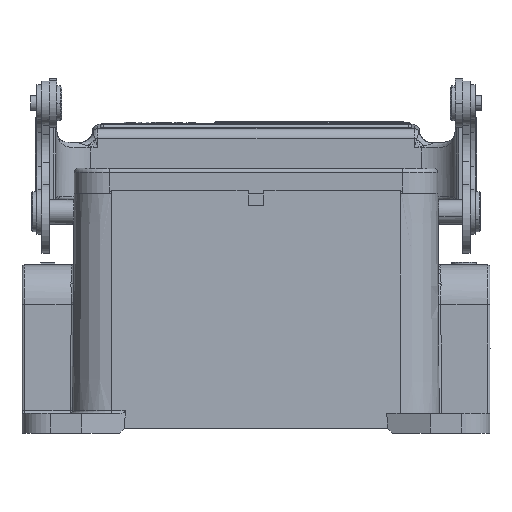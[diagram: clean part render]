
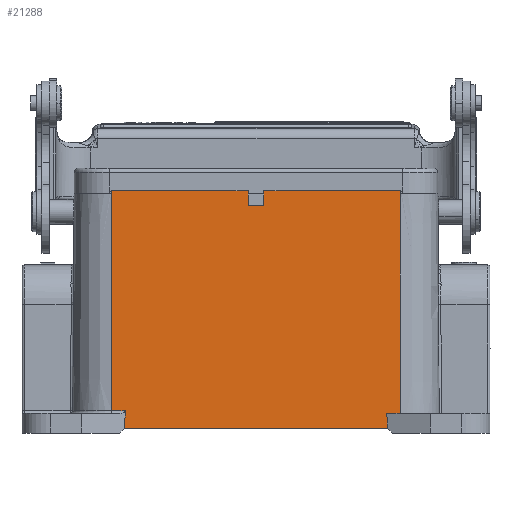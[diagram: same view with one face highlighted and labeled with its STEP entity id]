
A CAD part, front view. The second image highlights one B-rep face of the part: STEP entity #21288.
In plain terms, the highlighted planar face has unit normal (0, -1, 0.009).
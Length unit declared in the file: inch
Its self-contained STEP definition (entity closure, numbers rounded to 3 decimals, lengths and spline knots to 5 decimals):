
#1231=DIRECTION('',(0.,-0.009,-1.));
#1232=VECTOR('',#1231,1.75991);
#1233=CARTESIAN_POINT('',(1.14173,-0.84646,
0.91929));
#1234=LINE('',#1233,#1232);
#1518=DIRECTION('',(0.019,-0.009,-1.));
#1519=VECTOR('',#1518,0.11814);
#1520=CARTESIAN_POINT('',(1.0353,-0.86181,
-0.84055));
#1521=LINE('',#1520,#1519);
#2104=DIRECTION('',(-1.,0.,0.));
#2105=VECTOR('',#2104,0.12598);
#2106=CARTESIAN_POINT('',(0.06299,-0.84749,
0.80118));
#2107=LINE('',#2106,#2105);
#2108=DIRECTION('',(1.,0.,0.));
#2109=VECTOR('',#2108,0.10643);
#2110=CARTESIAN_POINT('',(1.0353,-0.86181,
-0.84055));
#2111=LINE('',#2110,#2109);
#2112=CARTESIAN_POINT('',(-1.03749,-0.86288,
-0.95866));
#2113=CARTESIAN_POINT('',(-0.80694,-0.86288,
-0.95866));
#2114=CARTESIAN_POINT('',(-0.34583,-0.86283,
-0.95866));
#2115=CARTESIAN_POINT('',(0.34583,-0.86283,
-0.95866));
#2116=CARTESIAN_POINT('',(0.80694,-0.86288,
-0.95866));
#2117=CARTESIAN_POINT('',(1.03749,-0.86288,
-0.95866));
#2119=CARTESIAN_POINT('',(-1.14173,-0.84646,
0.91929));
#2161=DIRECTION('',(-1.,0.,0.));
#2162=VECTOR('',#2161,1.07874);
#2163=CARTESIAN_POINT('',(1.14173,-0.84646,
0.91929));
#2164=LINE('',#2163,#2162);
#2173=DIRECTION('',(1.,0.,0.));
#2174=VECTOR('',#2173,1.07874);
#2175=CARTESIAN_POINT('',(-1.14173,-0.84646,
0.91929));
#2176=LINE('',#2175,#2174);
#2177=DIRECTION('',(0.,0.009,1.));
#2178=VECTOR('',#2177,1.7404);
#2179=CARTESIAN_POINT('',(-1.14173,-0.86164,
-0.82104));
#2180=LINE('',#2179,#2178);
#2292=DIRECTION('',(-1.,0.,0.));
#2293=VECTOR('',#2292,0.10679);
#2294=CARTESIAN_POINT('',(-1.03494,-0.86164,
-0.82104));
#2295=LINE('',#2294,#2293);
#2300=DIRECTION('',(0.019,0.009,1.));
#2301=VECTOR('',#2300,0.13765);
#2302=CARTESIAN_POINT('',(-1.03749,-0.86288,
-0.95866));
#2303=LINE('',#2302,#2301);
#14573=DIRECTION('',(0.,-0.009,-1.));
#14574=VECTOR('',#14573,0.11811);
#14575=CARTESIAN_POINT('',(-0.06299,-0.84646,
0.91929));
#14576=LINE('',#14575,#14574);
#14593=DIRECTION('',(0.,0.009,1.));
#14594=VECTOR('',#14593,0.11811);
#14595=CARTESIAN_POINT('',(0.06299,-0.84749,
0.80118));
#14596=LINE('',#14595,#14594);
#16084=CARTESIAN_POINT('',(-1.14173,-0.86164,
-0.82104));
#16085=VERTEX_POINT('',#16084);
#16766=CARTESIAN_POINT('',(-0.06299,-0.84749,
0.80118));
#16768=VERTEX_POINT('',#16766);
#16772=CARTESIAN_POINT('',(0.06299,-0.84749,
0.80118));
#16774=VERTEX_POINT('',#16772);
#16842=CARTESIAN_POINT('',(1.0353,-0.86181,
-0.84055));
#16843=VERTEX_POINT('',#16842);
#16844=CARTESIAN_POINT('',(1.03749,-0.86288,
-0.95866));
#16845=VERTEX_POINT('',#16844);
#16851=VERTEX_POINT('',#2112);
#16854=CARTESIAN_POINT('',(-1.03494,-0.86164,
-0.82104));
#16855=VERTEX_POINT('',#16854);
#16876=CARTESIAN_POINT('',(1.14173,-0.86181,
-0.84055));
#16877=VERTEX_POINT('',#16876);
#17079=VERTEX_POINT('',#2119);
#17082=CARTESIAN_POINT('',(-0.06299,-0.84646,
0.91929));
#17084=VERTEX_POINT('',#17082);
#17086=CARTESIAN_POINT('',(0.06299,-0.84646,
0.91929));
#17088=VERTEX_POINT('',#17086);
#17089=CARTESIAN_POINT('',(1.14173,-0.84646,
0.91929));
#17090=VERTEX_POINT('',#17089);
#21261=CARTESIAN_POINT('',(-1.22727,-0.84646,
0.91929));
#21262=DIRECTION('',(0.,-1.,0.009));
#21263=DIRECTION('',(-1.,0.,0.));
#21264=AXIS2_PLACEMENT_3D('',#21261,#21262,#21263);
#21265=PLANE('',#21264);
#21267=ORIENTED_EDGE('',*,*,#21266,.T.);
#21269=ORIENTED_EDGE('',*,*,#21268,.T.);
#21271=ORIENTED_EDGE('',*,*,#21270,.F.);
#21273=ORIENTED_EDGE('',*,*,#21272,.T.);
#21275=ORIENTED_EDGE('',*,*,#21274,.F.);
#21276=ORIENTED_EDGE('',*,*,#20322,.T.);
#21277=ORIENTED_EDGE('',*,*,#20624,.F.);
#21278=ORIENTED_EDGE('',*,*,#20586,.T.);
#21279=ORIENTED_EDGE('',*,*,#20571,.F.);
#21281=ORIENTED_EDGE('',*,*,#21280,.T.);
#21283=ORIENTED_EDGE('',*,*,#21282,.T.);
#21285=ORIENTED_EDGE('',*,*,#21284,.T.);
#21286=EDGE_LOOP('',(#21267,#21269,#21271,#21273,#21275,#21276,#21277,#21278,
#21279,#21281,#21283,#21285));
#21287=FACE_OUTER_BOUND('',#21286,.F.);
#21288=ADVANCED_FACE('',(#21287),#21265,.T.);
#2118=B_SPLINE_CURVE_WITH_KNOTS('',3,(#2112,#2113,#2114,#2115,#2116,#2117),
.UNSPECIFIED.,.F.,.F.,(4,1,1,4),(0.,0.33333,0.66667,1.),
.UNSPECIFIED.);
#20322=EDGE_CURVE('',#17090,#16877,#1234,.T.);
#20571=EDGE_CURVE('',#16851,#16845,#2118,.T.);
#20586=EDGE_CURVE('',#16843,#16845,#1521,.T.);
#20624=EDGE_CURVE('',#16843,#16877,#2111,.T.);
#21266=EDGE_CURVE('',#17079,#17084,#2176,.T.);
#21268=EDGE_CURVE('',#17084,#16768,#14576,.T.);
#21270=EDGE_CURVE('',#16774,#16768,#2107,.T.);
#21272=EDGE_CURVE('',#16774,#17088,#14596,.T.);
#21274=EDGE_CURVE('',#17090,#17088,#2164,.T.);
#21280=EDGE_CURVE('',#16851,#16855,#2303,.T.);
#21282=EDGE_CURVE('',#16855,#16085,#2295,.T.);
#21284=EDGE_CURVE('',#16085,#17079,#2180,.T.);
